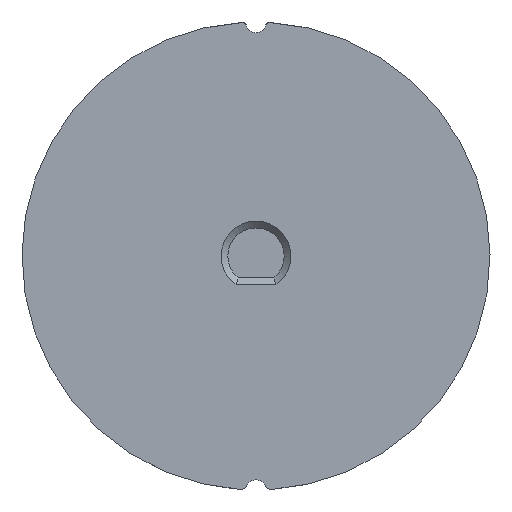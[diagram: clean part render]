
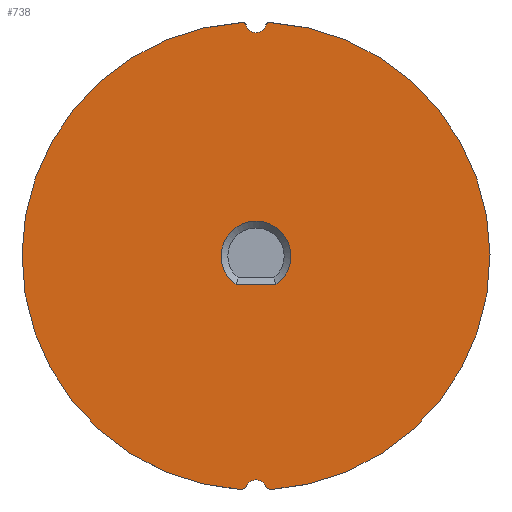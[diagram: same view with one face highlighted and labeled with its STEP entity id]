
A CAD part, front view. The second image highlights one B-rep face of the part: STEP entity #738.
In plain terms, the highlighted planar face has unit normal (0, -1, 0).
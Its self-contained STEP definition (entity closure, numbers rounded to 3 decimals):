
#66=FACE_BOUND('',#129,.T.);
#67=PLANE('',#805);
#77=FACE_OUTER_BOUND('',#128,.T.);
#128=EDGE_LOOP('',(#484,#485,#486,#487,#488,#489,#490,#491));
#129=EDGE_LOOP('',(#492,#493));
#179=CIRCLE('',#803,1.);
#181=CIRCLE('',#806,34.5);
#182=CIRCLE('',#807,0.5);
#183=CIRCLE('',#808,1.5);
#184=CIRCLE('',#809,0.5);
#185=CIRCLE('',#810,34.5);
#186=CIRCLE('',#811,1.);
#187=CIRCLE('',#812,1.5);
#188=CIRCLE('',#813,5.15);
#244=LINE('',#1186,#269);
#269=VECTOR('',#940,5.887);
#293=VERTEX_POINT('',#1162);
#294=VERTEX_POINT('',#1164);
#296=VERTEX_POINT('',#1170);
#297=VERTEX_POINT('',#1172);
#298=VERTEX_POINT('',#1174);
#299=VERTEX_POINT('',#1176);
#300=VERTEX_POINT('',#1178);
#301=VERTEX_POINT('',#1180);
#302=VERTEX_POINT('',#1183);
#303=VERTEX_POINT('',#1184);
#363=EDGE_CURVE('',#294,#293,#179,.T.);
#366=EDGE_CURVE('',#293,#296,#181,.T.);
#367=EDGE_CURVE('',#296,#297,#182,.T.);
#368=EDGE_CURVE('',#297,#298,#183,.T.);
#369=EDGE_CURVE('',#298,#299,#184,.T.);
#370=EDGE_CURVE('',#299,#300,#185,.T.);
#371=EDGE_CURVE('',#300,#301,#186,.T.);
#372=EDGE_CURVE('',#301,#294,#187,.T.);
#373=EDGE_CURVE('',#302,#303,#188,.T.);
#374=EDGE_CURVE('',#303,#302,#244,.T.);
#484=ORIENTED_EDGE('',*,*,#363,.T.);
#485=ORIENTED_EDGE('',*,*,#366,.T.);
#486=ORIENTED_EDGE('',*,*,#367,.T.);
#487=ORIENTED_EDGE('',*,*,#368,.T.);
#488=ORIENTED_EDGE('',*,*,#369,.T.);
#489=ORIENTED_EDGE('',*,*,#370,.T.);
#490=ORIENTED_EDGE('',*,*,#371,.T.);
#491=ORIENTED_EDGE('',*,*,#372,.T.);
#492=ORIENTED_EDGE('',*,*,#373,.T.);
#493=ORIENTED_EDGE('',*,*,#374,.T.);
#738=ADVANCED_FACE('',(#77,#66),#67,.F.);
#803=AXIS2_PLACEMENT_3D('',#1165,#917,#918);
#805=AXIS2_PLACEMENT_3D('',#1169,#922,#923);
#806=AXIS2_PLACEMENT_3D('',#1171,#924,#925);
#807=AXIS2_PLACEMENT_3D('',#1173,#926,#927);
#808=AXIS2_PLACEMENT_3D('',#1175,#928,#929);
#809=AXIS2_PLACEMENT_3D('',#1177,#930,#931);
#810=AXIS2_PLACEMENT_3D('',#1179,#932,#933);
#811=AXIS2_PLACEMENT_3D('',#1181,#934,#935);
#812=AXIS2_PLACEMENT_3D('',#1182,#936,#937);
#813=AXIS2_PLACEMENT_3D('',#1185,#938,#939);
#917=DIRECTION('center_axis',(0.,-1.,0.));
#918=DIRECTION('ref_axis',(0.,0.,-1.));
#922=DIRECTION('center_axis',(0.,1.,0.));
#923=DIRECTION('ref_axis',(0.,0.,1.));
#924=DIRECTION('center_axis',(0.,-1.,0.));
#925=DIRECTION('ref_axis',(0.,0.,-1.));
#926=DIRECTION('center_axis',(0.,-1.,0.));
#927=DIRECTION('ref_axis',(0.,0.,-1.));
#928=DIRECTION('center_axis',(0.,1.,0.));
#929=DIRECTION('ref_axis',(0.,0.,-1.));
#930=DIRECTION('center_axis',(0.,-1.,0.));
#931=DIRECTION('ref_axis',(0.,0.,-1.));
#932=DIRECTION('center_axis',(0.,-1.,0.));
#933=DIRECTION('ref_axis',(0.,0.,-1.));
#934=DIRECTION('center_axis',(0.,-1.,0.));
#935=DIRECTION('ref_axis',(0.,0.,-1.));
#936=DIRECTION('center_axis',(0.,1.,0.));
#937=DIRECTION('ref_axis',(0.,0.,-1.));
#938=DIRECTION('center_axis',(0.,1.,0.));
#939=DIRECTION('ref_axis',(0.,0.,1.));
#940=DIRECTION('',(-1.,0.,0.));
#1162=CARTESIAN_POINT('',(2.324,0.,-34.424));
#1164=CARTESIAN_POINT('',(1.354,0.,-33.856));
#1165=CARTESIAN_POINT('Origin',(2.257,0.,-33.426));
#1169=CARTESIAN_POINT('Origin',(0.,0.,0.));
#1170=CARTESIAN_POINT('',(1.964,0.,34.442));
#1171=CARTESIAN_POINT('Origin',(0.,0.,-0.002));
#1172=CARTESIAN_POINT('',(1.452,0.,34.069));
#1173=CARTESIAN_POINT('Origin',(1.936,0.,33.943));
#1174=CARTESIAN_POINT('',(-1.452,0.,34.069));
#1175=CARTESIAN_POINT('Origin',(0.,0.,34.446));
#1176=CARTESIAN_POINT('',(-1.964,0.,34.442));
#1177=CARTESIAN_POINT('Origin',(-1.936,0.,33.943));
#1178=CARTESIAN_POINT('',(-2.324,0.,-34.424));
#1179=CARTESIAN_POINT('Origin',(0.,0.,-0.002));
#1180=CARTESIAN_POINT('',(-1.354,0.,-33.856));
#1181=CARTESIAN_POINT('Origin',(-2.257,0.,-33.426));
#1182=CARTESIAN_POINT('Origin',(0.,0.,-34.502));
#1183=CARTESIAN_POINT('',(-2.943,0.,-4.226));
#1184=CARTESIAN_POINT('',(2.943,0.,-4.226));
#1185=CARTESIAN_POINT('Origin',(0.,0.,0.));
#1186=CARTESIAN_POINT('',(2.943,0.,-4.226));
